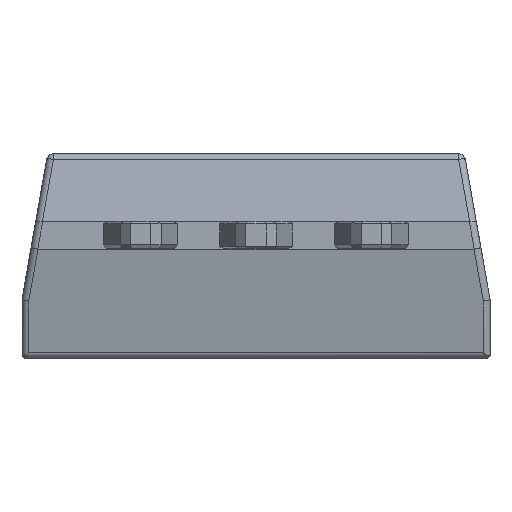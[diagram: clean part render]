
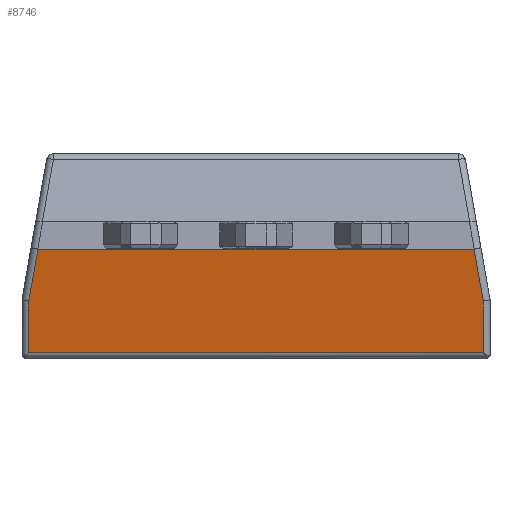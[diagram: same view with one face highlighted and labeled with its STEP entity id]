
A CAD part, front view. The second image highlights one B-rep face of the part: STEP entity #8746.
In plain terms, the highlighted planar face has unit normal (0, -0.985, -0.174).
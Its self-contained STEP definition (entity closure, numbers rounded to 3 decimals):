
#377=PLANE('',#9427);
#1112=LINE('',#18024,#1925);
#1153=LINE('',#18124,#1966);
#1154=LINE('',#18126,#1967);
#1155=LINE('',#18128,#1968);
#1156=LINE('',#18130,#1969);
#1157=LINE('',#18131,#1970);
#1925=VECTOR('',#11315,9.598);
#1966=VECTOR('',#11398,1.174);
#1967=VECTOR('',#11399,1.154);
#1968=VECTOR('',#11400,10.);
#1969=VECTOR('',#11401,1.154);
#1970=VECTOR('',#11402,1.174);
#2698=FACE_OUTER_BOUND('',#3200,.T.);
#3200=EDGE_LOOP('',(#7436,#7437,#7438,#7439,#7440,#7441));
#4109=VERTEX_POINT('',#18021);
#4110=VERTEX_POINT('',#18023);
#4148=VERTEX_POINT('',#18123);
#4149=VERTEX_POINT('',#18125);
#4150=VERTEX_POINT('',#18127);
#4151=VERTEX_POINT('',#18129);
#5219=EDGE_CURVE('',#4109,#4110,#1112,.T.);
#5269=EDGE_CURVE('',#4109,#4148,#1153,.T.);
#5270=EDGE_CURVE('',#4148,#4149,#1154,.T.);
#5271=EDGE_CURVE('',#4149,#4150,#1155,.T.);
#5272=EDGE_CURVE('',#4150,#4151,#1156,.T.);
#5273=EDGE_CURVE('',#4151,#4110,#1157,.T.);
#7436=ORIENTED_EDGE('',*,*,#5219,.F.);
#7437=ORIENTED_EDGE('',*,*,#5269,.T.);
#7438=ORIENTED_EDGE('',*,*,#5270,.T.);
#7439=ORIENTED_EDGE('',*,*,#5271,.T.);
#7440=ORIENTED_EDGE('',*,*,#5272,.T.);
#7441=ORIENTED_EDGE('',*,*,#5273,.T.);
#8746=ADVANCED_FACE('',(#2698),#377,.T.);
#9427=AXIS2_PLACEMENT_3D('',#18122,#11396,#11397);
#11315=DIRECTION('',(1.,0.,0.));
#11396=DIRECTION('center_axis',(0.,-0.985,-0.174));
#11397=DIRECTION('ref_axis',(0.,0.174,-0.985));
#11398=DIRECTION('',(-0.171,0.171,-0.97));
#11399=DIRECTION('',(0.,0.174,-0.985));
#11400=DIRECTION('',(1.,0.,0.));
#11401=DIRECTION('',(0.,-0.174,0.985));
#11402=DIRECTION('',(-0.171,-0.171,0.97));
#18021=CARTESIAN_POINT('',(-4.799,-7.861,2.39));
#18023=CARTESIAN_POINT('',(4.799,-7.861,2.39));
#18024=CARTESIAN_POINT('',(-4.799,-7.861,2.39));
#18122=CARTESIAN_POINT('Origin',(-5.15,-7.861,2.39));
#18123=CARTESIAN_POINT('',(-5.,-7.66,1.251));
#18124=CARTESIAN_POINT('',(-4.799,-7.861,2.39));
#18125=CARTESIAN_POINT('',(-5.,-7.459,0.114));
#18126=CARTESIAN_POINT('',(-5.,-7.66,1.251));
#18127=CARTESIAN_POINT('',(5.,-7.459,0.114));
#18128=CARTESIAN_POINT('',(-5.,-7.459,0.114));
#18129=CARTESIAN_POINT('',(5.,-7.66,1.251));
#18130=CARTESIAN_POINT('',(5.,-7.459,0.114));
#18131=CARTESIAN_POINT('',(5.,-7.66,1.251));
